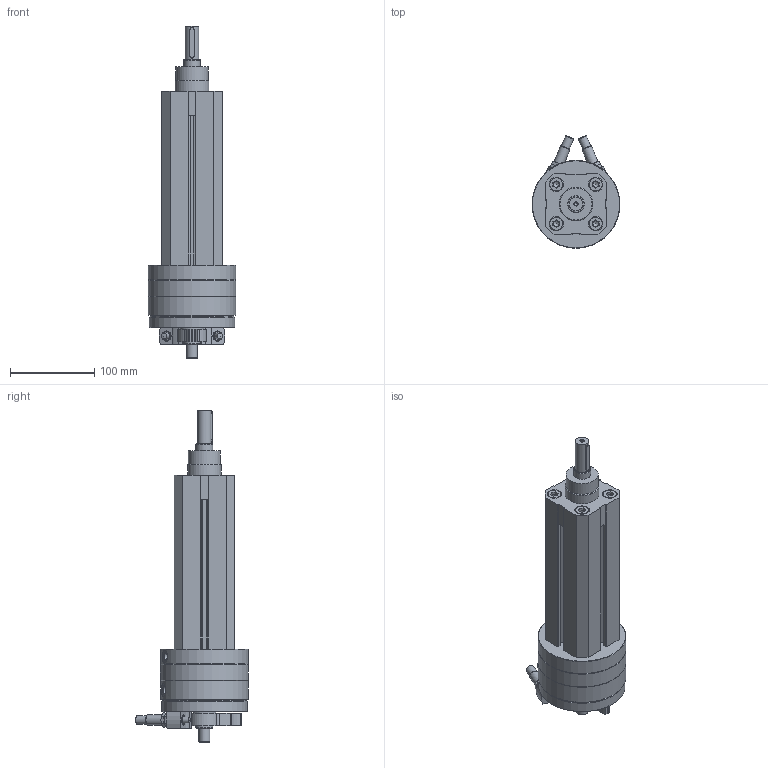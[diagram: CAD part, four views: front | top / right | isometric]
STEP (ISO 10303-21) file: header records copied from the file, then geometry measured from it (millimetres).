
FILE_DESCRIPTION(/* description */ ('STEP AP214'),/* implementation_level */ '2;1');
FILE_NAME(/* name */ '556715_DSL-32-100-270-CC-A-S2-KF-B',/* time_stamp */ '2024-08-21T16:24:02+02:00',/* author */ ('License CC BY-ND 4.0'),/* organization */ ('CADENAS'),/* preprocessor_version */ 'ST-DEVELOPER v19.3',/* originating_system */ 'PARTsolutions',/* authorisation */ ' ');
FILE_SCHEMA (('AUTOMOTIVE_DESIGN {1 0 10303 214 3 1 1}'));
Length unit declared in the file: millimetre
Products named in the file (11): 556715 DSL-32-100-270-CC-A-S2-KF-B---(0_0); 556715 DSL-32-100-270-CC-A-S2-KF-B-100_bz; 704065 DSM-32-BR---(HZ); 548013 DYSC-8-8-Y1F---(SD_0); 342622 DSM-32_NS; DIN-912 - M6x25(F); 348987 SPZ-20 M12X1-4-15; 704064 DSM-32-BL---(HZ); 556715 DSL-100-0_k_kf; 306998 DSL; Shim ring DIN 988 20x28x2
Assembly tree (16 placements, depth 2):
  556715 DSL-32-100-270-CC-A-S2-KF-B---(0_0)
    556715 DSL-32-100-270-CC-A-S2-KF-B-100_bz
    704065 DSM-32-BR---(HZ)
    548013 DYSC-8-8-Y1F---(SD_0)  x2
    342622 DSM-32_NS  x2
    DIN-912 - M6x25(F)  x2
    348987 SPZ-20 M12X1-4-15  x4
    704064 DSM-32-BL---(HZ)
    556715 DSL-100-0_k_kf
    306998 DSL
    Shim ring DIN 988 20x28x2
Bounding box: 104 x 133.41 x 393 mm (x, y, z)
Volume: 1533340.2 mm3; surface area: 214820 mm2
Topology: 16 solids, 16 shells, 553 faces, 1330 edges, 842 vertices
Faces by surface type: plane 291, cylinder 172, cone 88, sphere 2
Full cylindrical faces by diameter (mm): 1.567 x2, 1.9 x2, 4 x4, 4.134 x1, 4.917 x2, 6 x2, 6.6 x2, 6.647 x4, 7 x4, 8 x4, 8.566 x4, 10 x2, 10.4 x2, 10.917 x6, 11 x2, 12 x2, 13 x2, 15 x4, 16 x1, 17 x4, 20 x5, 28 x1, 38 x1, 40 x1, 43 x1, 49 x1, 63 x1, 72 x1, 98.5 x1, 101.5 x1
Entity records: 12970 total; most frequent: CARTESIAN_POINT 2311, DIRECTION 2251, ORIENTED_EDGE 1926, EDGE_CURVE 963, AXIS2_PLACEMENT_3D 848, VERTEX_POINT 684, FACE_BOUND 629, EDGE_LOOP 621
